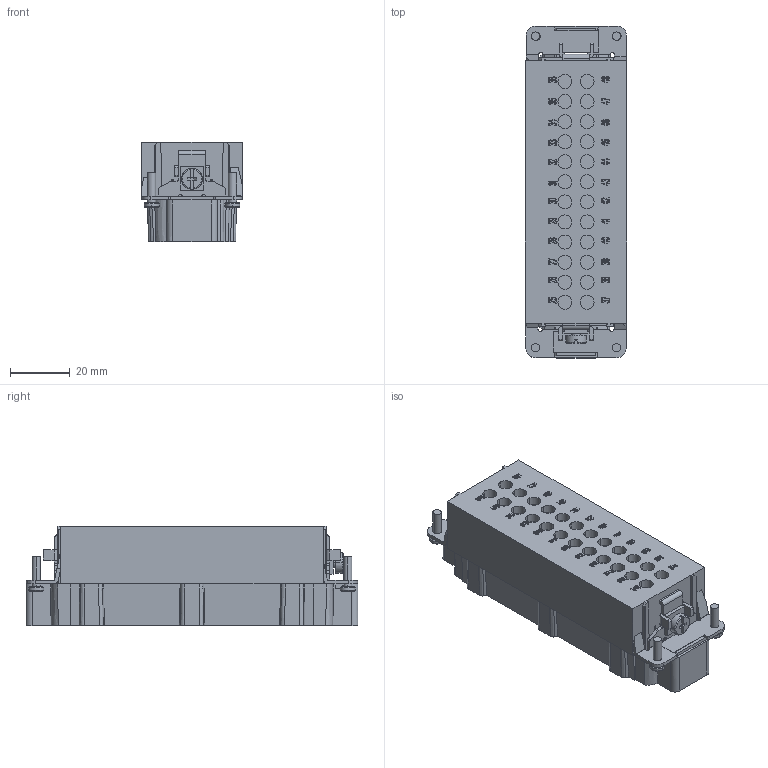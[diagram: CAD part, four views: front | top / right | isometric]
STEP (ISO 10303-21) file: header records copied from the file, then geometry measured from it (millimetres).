
FILE_DESCRIPTION((''),'2;1');
FILE_NAME('HE-024-MC25-48','2017-07-11T',('tl.yang'),(''),'PRO/ENGINEER BY PARAMETRIC TECHNOLOGY CORPORATION, 2011500','PRO/ENGINEER BY PARAMETRIC TECHNOLOGY CORPORATION, 2011500','');
FILE_SCHEMA(('CONFIG_CONTROL_DESIGN'));
Products named in the file (1): HE-024-MC25-48
Bounding box: 33.9 x 110.8 x 33.1 mm (x, y, z)
Volume: 68154.7 mm3; surface area: 25905.3 mm2
Topology: 1 solids, 1 shells, 4876 faces, 13620 edges, 9011 vertices
Faces by surface type: plane 4196, cylinder 306, cone 200, bspline 172, torus 2
Entity records: 158986 total; most frequent: CARTESIAN_POINT 33711, ORIENTED_EDGE 27240, DIRECTION 23786, EDGE_CURVE 13620, VECTOR 12162, LINE 12162, VERTEX_POINT 9011, AXIS2_PLACEMENT_3D 5812
